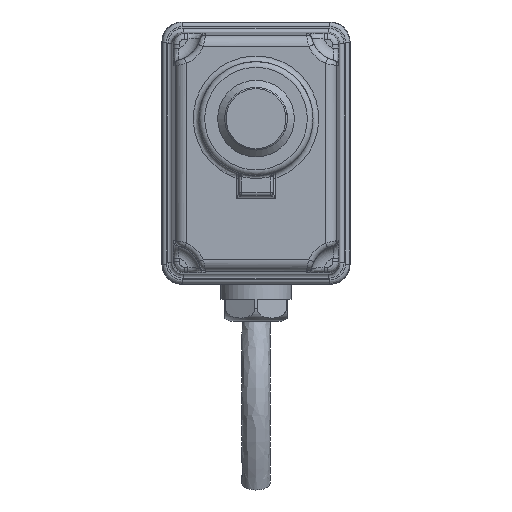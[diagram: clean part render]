
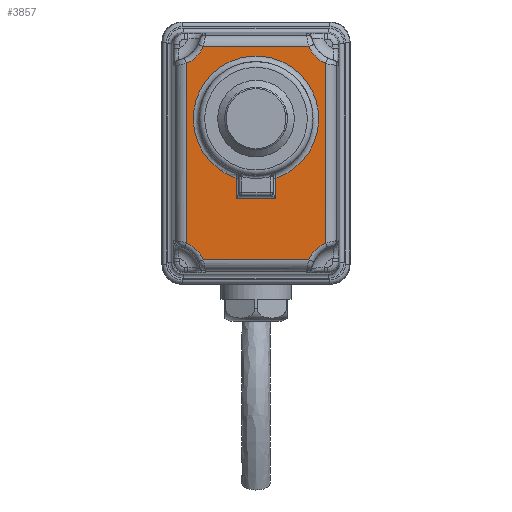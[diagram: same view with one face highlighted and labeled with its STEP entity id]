
A CAD part, left-side view. The second image highlights one B-rep face of the part: STEP entity #3857.
In plain terms, the highlighted planar face has unit normal (-1, 0, 0).
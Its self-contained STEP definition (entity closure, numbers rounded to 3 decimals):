
#3857=ADVANCED_FACE('',(#11148,#11149),#11150,.T.);
#11148=FACE_BOUND('',#22537,.T.);
#11149=FACE_OUTER_BOUND('',#22538,.T.);
#11150=PLANE('',#22539);
#22537=EDGE_LOOP('',(#49554,#49555,#49556,#49557));
#22538=EDGE_LOOP('',(#49558,#49559,#49560,#49561,#49562,#49563,#49564,#49565));
#22539=AXIS2_PLACEMENT_3D('',#49566,#49567,#49568);
#49554=ORIENTED_EDGE('',*,*,#62978,.T.);
#49555=ORIENTED_EDGE('',*,*,#62979,.T.);
#49556=ORIENTED_EDGE('',*,*,#62980,.T.);
#49557=ORIENTED_EDGE('',*,*,#62981,.T.);
#49558=ORIENTED_EDGE('',*,*,#62982,.T.);
#49559=ORIENTED_EDGE('',*,*,#62983,.T.);
#49560=ORIENTED_EDGE('',*,*,#62984,.T.);
#49561=ORIENTED_EDGE('',*,*,#62985,.T.);
#49562=ORIENTED_EDGE('',*,*,#62986,.T.);
#49563=ORIENTED_EDGE('',*,*,#62987,.T.);
#49564=ORIENTED_EDGE('',*,*,#62988,.T.);
#49565=ORIENTED_EDGE('',*,*,#62989,.T.);
#49566=CARTESIAN_POINT('',(102.3,0.,-12.1));
#49567=DIRECTION('',(-1.0,0.0,0.));
#49568=DIRECTION('',(0.,0.,-1.0));
#62978=EDGE_CURVE('',#65031,#65032,#65033,.F.);
#62979=EDGE_CURVE('',#65032,#65034,#65035,.F.);
#62980=EDGE_CURVE('',#65034,#65036,#65037,.F.);
#62981=EDGE_CURVE('',#65036,#65031,#65038,.F.);
#62982=EDGE_CURVE('',#65039,#65040,#65041,.F.);
#62983=EDGE_CURVE('',#65040,#65042,#65043,.F.);
#62984=EDGE_CURVE('',#65042,#65044,#65045,.F.);
#62985=EDGE_CURVE('',#65044,#65046,#65047,.F.);
#62986=EDGE_CURVE('',#65046,#65048,#65049,.F.);
#62987=EDGE_CURVE('',#65048,#65050,#65051,.F.);
#62988=EDGE_CURVE('',#65050,#65052,#65053,.F.);
#62989=EDGE_CURVE('',#65052,#65039,#65054,.F.);
#65031=VERTEX_POINT('',#68029);
#65032=VERTEX_POINT('',#68030);
#65033=LINE('',#68031,#68032);
#65034=VERTEX_POINT('',#68033);
#65035=LINE('',#68034,#68035);
#65036=VERTEX_POINT('',#68036);
#65037=LINE('',#68037,#68038);
#65038=CIRCLE('',#68039,22.0);
#65039=VERTEX_POINT('',#68040);
#65040=VERTEX_POINT('',#68041);
#65041=LINE('',#68042,#68043);
#65042=VERTEX_POINT('',#68044);
#65043=CIRCLE('',#68045,12.0);
#65044=VERTEX_POINT('',#68046);
#65045=LINE('',#68047,#68048);
#65046=VERTEX_POINT('',#68049);
#65047=CIRCLE('',#68050,12.0);
#65048=VERTEX_POINT('',#68051);
#65049=LINE('',#68052,#68053);
#65050=VERTEX_POINT('',#68054);
#65051=CIRCLE('',#68055,12.0);
#65052=VERTEX_POINT('',#68056);
#65053=LINE('',#68057,#68058);
#65054=CIRCLE('',#68059,12.0);
#68029=CARTESIAN_POINT('',(102.3,-7.,-20.857));
#68030=CARTESIAN_POINT('',(102.3,-7.,-28.));
#68031=CARTESIAN_POINT('',(102.3,-7.,-27.));
#68032=VECTOR('',#71681,1.0);
#68033=CARTESIAN_POINT('',(102.3,7.,-28.));
#68034=CARTESIAN_POINT('',(102.3,7.,-28.));
#68035=VECTOR('',#71682,1.0);
#68036=CARTESIAN_POINT('',(102.3,7.,-20.857));
#68037=CARTESIAN_POINT('',(102.3,7.,-21.166));
#68038=VECTOR('',#71683,1.0);
#68039=AXIS2_PLACEMENT_3D('',#71684,#71685,#71686);
#68040=CARTESIAN_POINT('',(102.3,24.352,19.376));
#68041=CARTESIAN_POINT('',(102.3,24.352,-43.576));
#68042=CARTESIAN_POINT('',(102.3,24.352,-12.1));
#68043=VECTOR('',#71687,1.0);
#68044=CARTESIAN_POINT('',(102.3,18.476,-49.452));
#68045=AXIS2_PLACEMENT_3D('',#71688,#71689,#71690);
#68046=CARTESIAN_POINT('',(102.3,-18.476,-49.452));
#68047=CARTESIAN_POINT('',(102.3,0.,-49.452));
#68048=VECTOR('',#71691,1.0);
#68049=CARTESIAN_POINT('',(102.3,-24.352,-43.576));
#68050=AXIS2_PLACEMENT_3D('',#71692,#71693,#71694);
#68051=CARTESIAN_POINT('',(102.3,-24.352,19.376));
#68052=CARTESIAN_POINT('',(102.3,-24.352,-12.1));
#68053=VECTOR('',#71695,1.0);
#68054=CARTESIAN_POINT('',(102.3,-18.476,25.252));
#68055=AXIS2_PLACEMENT_3D('',#71696,#71697,#71698);
#68056=CARTESIAN_POINT('',(102.3,18.476,25.252));
#68057=CARTESIAN_POINT('',(102.3,0.,25.252));
#68058=VECTOR('',#71699,1.0);
#68059=AXIS2_PLACEMENT_3D('',#71700,#71701,#71702);
#71681=DIRECTION('',(0.,0.,1.0));
#71682=DIRECTION('',(0.,-1.0,0.));
#71683=DIRECTION('',(0.,0.,-1.0));
#71684=CARTESIAN_POINT('',(102.3,0.0,0.));
#71685=DIRECTION('',(-1.0,0.0,0.));
#71686=DIRECTION('',(0.,0.,-1.0));
#71687=DIRECTION('',(0.,0.,1.0));
#71688=CARTESIAN_POINT('',(102.3,29.374,-54.474));
#71689=DIRECTION('',(-1.0,0.0,0.));
#71690=DIRECTION('',(0.,0.,-1.0));
#71691=DIRECTION('',(0.,1.0,0.));
#71692=CARTESIAN_POINT('',(102.3,-29.374,-54.474));
#71693=DIRECTION('',(-1.0,0.0,0.));
#71694=DIRECTION('',(0.,0.,-1.0));
#71695=DIRECTION('',(0.,0.,-1.0));
#71696=CARTESIAN_POINT('',(102.3,-29.374,30.274));
#71697=DIRECTION('',(-1.0,0.0,0.));
#71698=DIRECTION('',(0.,0.,-1.0));
#71699=DIRECTION('',(0.,-1.0,0.));
#71700=CARTESIAN_POINT('',(102.3,29.374,30.274));
#71701=DIRECTION('',(-1.0,0.0,0.));
#71702=DIRECTION('',(0.,0.,-1.0));
